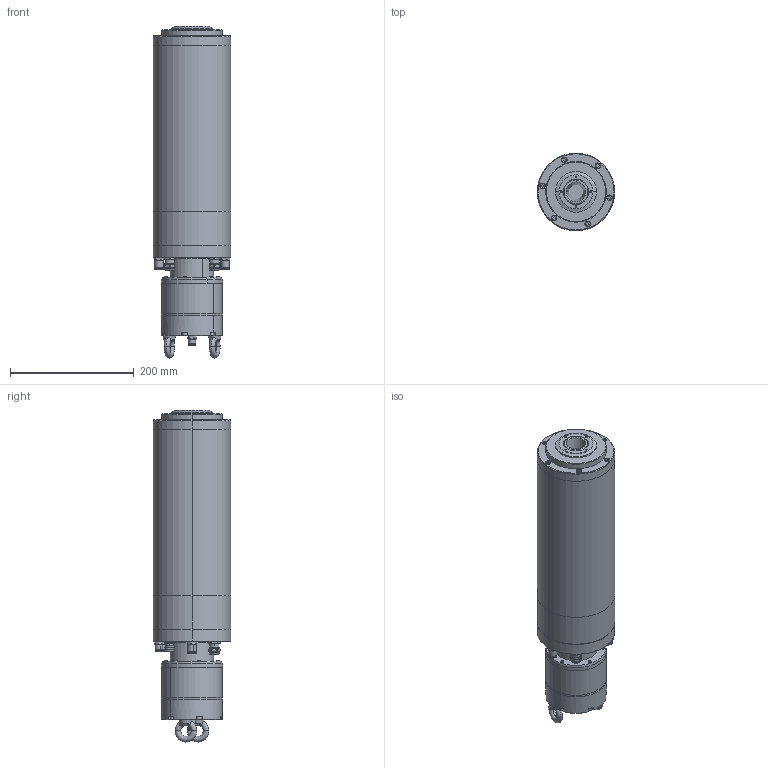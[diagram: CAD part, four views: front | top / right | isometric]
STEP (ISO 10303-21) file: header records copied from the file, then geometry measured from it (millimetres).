
FILE_DESCRIPTION (( 'STEP AP203' ), '1' );
FILE_NAME ('GDL125-30-24Z-7.5-4£¨380V£©.STEP', '2024-10-04T09:38:01', ( '00' ), ( '' ), 'SwSTEP 2.0', 'SolidWorks 2018', '' );
FILE_SCHEMA (( 'CONFIG_CONTROL_DESIGN' ));
Length unit declared in the file: millimetre
Products named in the file (21): GB__T 70__1-2000________________M6__25(8__8__).STEP_2; M12x1.5__________14-14.STEP_2; ______.STEP_1; 粣; YONG RUI D6________RC1-8.STEP_2; 儂褲; 傷裔; ____________.STEP_1; ______-0.STEP_1; 躇猾裔; 蟀諉极; ______-1.STEP_1; GB／T70．1-2000内六角圆柱头螺钉M5×25_1; GDL125籵蚚ァ詰.STEP_1; GB__T 70__1-2000________________M5__90(8__8__).STEP_1; ______GDL125.STEP_1; GDL125-30-24Z-7.5-4（380V）; ____.STEP_1; M12x1.5__________15-18.STEP_2; YONG RUI D8________RC1-8.STEP_2; GB 825-88________M8__16(20__).STEP_1
Assembly tree (39 placements, depth 4):
  GDL125-30-24Z-7.5-4（380V）
    儂褲
    傷裔
    GB／T70．1-2000内六角圆柱头螺钉M5×25_1  x6
    粣
    躇猾裔
    蟀諉极
    GDL125籵蚚ァ詰.STEP_1
      ____________.STEP_1
        ______.STEP_1
        ______-0.STEP_1
        ______-1.STEP_1
        ____.STEP_1
        GB__T 70__1-2000________________M5__90(8__8__).STEP_1  x6
        GB 825-88________M8__16(20__).STEP_1  x2
      ______GDL125.STEP_1
      YONG RUI D6________RC1-8.STEP_2  x4
      YONG RUI D8________RC1-8.STEP_2  x2
      M12x1.5__________15-18.STEP_2  x2
      M12x1.5__________14-14.STEP_2
      GB__T 70__1-2000________________M6__25(8__8__).STEP_2  x4
Bounding box: 125 x 125 x 536.6 mm (x, y, z)
Volume: 4694767.8 mm3; surface area: 398271.7 mm2
Topology: 37 solids, 37 shells, 1104 faces, 2664 edges, 1727 vertices
Faces by surface type: plane 406, cylinder 402, cone 202, torus 64, bspline 30
Entity records: 24075 total; most frequent: CARTESIAN_POINT 6182, DIRECTION 3401, ORIENTED_EDGE 3008, EDGE_CURVE 1504, AXIS2_PLACEMENT_3D 1404, VERTEX_POINT 975, CIRCLE 753, EDGE_LOOP 751
